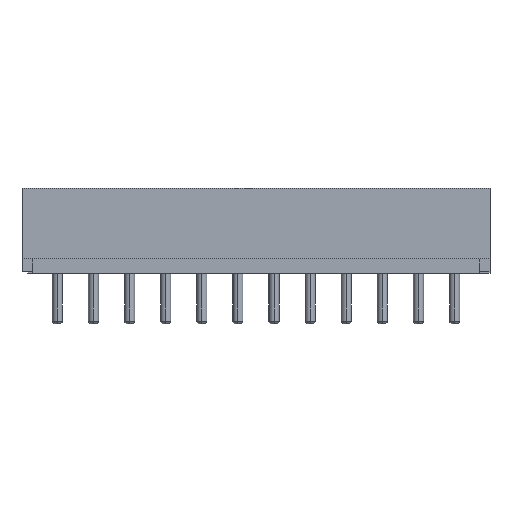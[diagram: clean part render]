
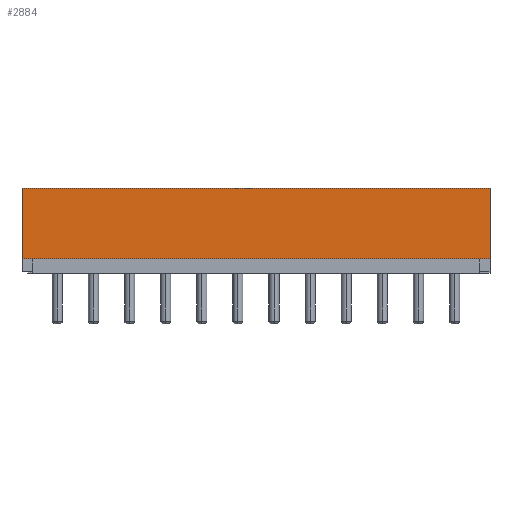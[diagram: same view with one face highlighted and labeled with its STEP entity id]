
A CAD part, top view. The second image highlights one B-rep face of the part: STEP entity #2884.
In plain terms, the highlighted planar face has unit normal (0, 0, 1).
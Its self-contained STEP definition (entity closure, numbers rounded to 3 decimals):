
#61=DIRECTION('',(0.,1.,0.));
#62=VECTOR('',#61,4.9);
#63=CARTESIAN_POINT('',(16.2,-1.95,2.47));
#64=LINE('',#63,#62);
#109=DIRECTION('',(1.,0.,0.));
#110=VECTOR('',#109,32.4);
#111=CARTESIAN_POINT('',(-16.2,2.95,2.47));
#112=LINE('',#111,#110);
#205=DIRECTION('',(0.,1.,0.));
#206=VECTOR('',#205,4.9);
#207=CARTESIAN_POINT('',(-16.2,-1.95,2.47));
#208=LINE('',#207,#206);
#213=DIRECTION('',(1.,0.,0.));
#214=VECTOR('',#213,32.4);
#215=CARTESIAN_POINT('',(-16.2,-1.95,2.47));
#216=LINE('',#215,#214);
#2065=CARTESIAN_POINT('',(-16.2,2.95,2.47));
#2066=CARTESIAN_POINT('',(16.2,2.95,2.47));
#2067=VERTEX_POINT('',#2065);
#2068=VERTEX_POINT('',#2066);
#2103=CARTESIAN_POINT('',(16.2,-1.95,2.47));
#2104=VERTEX_POINT('',#2103);
#2137=CARTESIAN_POINT('',(-16.2,-1.95,2.47));
#2138=VERTEX_POINT('',#2137);
#2872=CARTESIAN_POINT('',(-16.2,-2.95,2.47));
#2873=DIRECTION('',(0.,0.,1.));
#2874=DIRECTION('',(1.,0.,0.));
#2875=AXIS2_PLACEMENT_3D('',#2872,#2873,#2874);
#2876=PLANE('',#2875);
#2878=ORIENTED_EDGE('',*,*,#2877,.F.);
#2879=ORIENTED_EDGE('',*,*,#2843,.T.);
#2880=ORIENTED_EDGE('',*,*,#2783,.T.);
#2881=ORIENTED_EDGE('',*,*,#2723,.F.);
#2882=EDGE_LOOP('',(#2878,#2879,#2880,#2881));
#2883=FACE_OUTER_BOUND('',#2882,.F.);
#2884=ADVANCED_FACE('',(#2883),#2876,.T.);
#2723=EDGE_CURVE('',#2104,#2068,#64,.T.);
#2783=EDGE_CURVE('',#2067,#2068,#112,.T.);
#2843=EDGE_CURVE('',#2138,#2067,#208,.T.);
#2877=EDGE_CURVE('',#2138,#2104,#216,.T.);
